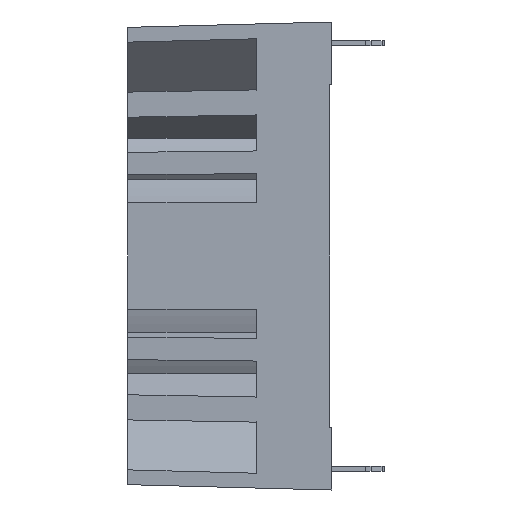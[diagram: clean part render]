
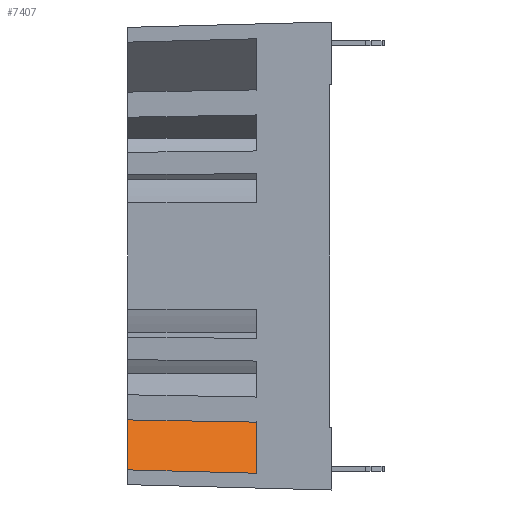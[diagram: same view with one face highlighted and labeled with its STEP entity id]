
A CAD part, left-side view. The second image highlights one B-rep face of the part: STEP entity #7407.
In plain terms, the highlighted planar face has unit normal (-0.707, 0, 0.707).
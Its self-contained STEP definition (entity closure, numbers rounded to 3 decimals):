
#7407=ADVANCED_FACE('',(#15356),#15358,.T.);
#15356=FACE_BOUND('',#15357,.T.);
#15357=EDGE_LOOP('',(#23993,#23994,#23995,#23996));
#15358=PLANE('',#15359);
#15359=AXIS2_PLACEMENT_3D('',#15360,#15361,#15362);
#15360=CARTESIAN_POINT('',(-22.35,0.,-20.936));
#15361=DIRECTION('',(-0.707,0.,0.707));
#15362=DIRECTION('',(0.,1.,0.));
#23993=ORIENTED_EDGE('',*,*,#28266,.T.);
#23994=ORIENTED_EDGE('',*,*,#28270,.T.);
#23995=ORIENTED_EDGE('',*,*,#28271,.F.);
#23996=ORIENTED_EDGE('',*,*,#28119,.F.);
#28119=EDGE_CURVE('',#33163,#33165,#33166,.T.);
#28266=EDGE_CURVE('',#33163,#33436,#33438,.T.);
#28270=EDGE_CURVE('',#33436,#33444,#33445,.T.);
#28271=EDGE_CURVE('',#33165,#33444,#33446,.T.);
#33163=VERTEX_POINT('',#43443);
#33165=VERTEX_POINT('',#43447);
#33166=LINE('',#43448,#43449);
#33436=VERTEX_POINT('',#44034);
#33438=LINE('',#44038,#44039);
#33444=VERTEX_POINT('',#44052);
#33445=LINE('',#44053,#44054);
#33446=LINE('',#44056,#44057);
#43443=CARTESIAN_POINT('',(-21.845,0.,-20.43));
#43447=CARTESIAN_POINT('',(-16.177,0.,-14.762));
#43448=CARTESIAN_POINT('',(-21.845,0.,-20.43));
#43449=VECTOR('',#43450,1.);
#43450=DIRECTION('',(0.707,0.,0.707));
#44034=CARTESIAN_POINT('',(-22.167,-12.3,-20.752));
#44038=CARTESIAN_POINT('',(-21.845,0.,-20.43));
#44039=VECTOR('',#44040,1.);
#44040=DIRECTION('',(-0.026,-0.999,-0.026));
#44052=CARTESIAN_POINT('',(-16.177,-12.3,-14.762));
#44053=CARTESIAN_POINT('',(-22.167,-12.3,-20.752));
#44054=VECTOR('',#44055,1.);
#44055=DIRECTION('',(0.707,0.,0.707));
#44056=CARTESIAN_POINT('',(-16.177,0.,-14.762));
#44057=VECTOR('',#44058,1.);
#44058=DIRECTION('',(0.,-1.,0.));
